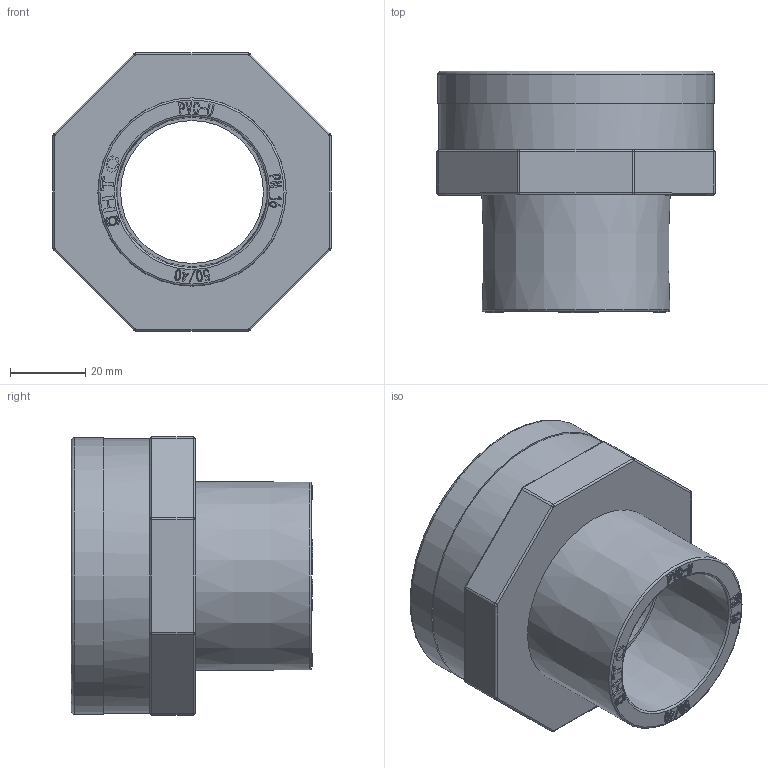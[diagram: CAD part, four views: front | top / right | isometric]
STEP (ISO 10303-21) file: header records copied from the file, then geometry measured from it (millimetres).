
FILE_DESCRIPTION(/* description */ (''),/* implementation_level */ '2;1');
FILE_NAME(/* name */ 'AF0351.050.063.step',/* time_stamp */ '2026-01-22T10:11:13+01:00',/* author */ (''),/* organization */ (''),/* preprocessor_version */ 'ST-DEVELOPER v20.1',/* originating_system */ 'Autodesk Translation Framework v14.21.0.0',/* authorisation */ '');
FILE_SCHEMA (('AUTOMOTIVE_DESIGN { 1 0 10303 214 3 1 1 }'));
Products named in the file (1): AF0351.050.063
Bounding box: 74 x 64.2 x 74 mm (x, y, z)
Volume: 85518.1 mm3; surface area: 38442.6 mm2
Topology: 2 solids, 2 shells, 833 faces, 2346 edges, 1549 vertices
Faces by surface type: plane 739, cylinder 59, bspline 27, torus 6, cone 2
Full cylindrical faces by diameter (mm): 1.821 x1, 2.428 x1, 38 x1, 56.656 x10, 59.614 x10, 61.261 x1, 64 x1, 72.834 x1, 73 x1, 73.643 x1
Entity records: 44871 total; most frequent: CARTESIAN_POINT 23403, ORIENTED_EDGE 4692, DIRECTION 4009, EDGE_CURVE 2346, LINE 2159, VECTOR 2159, VERTEX_POINT 1549, AXIS2_PLACEMENT_3D 925
